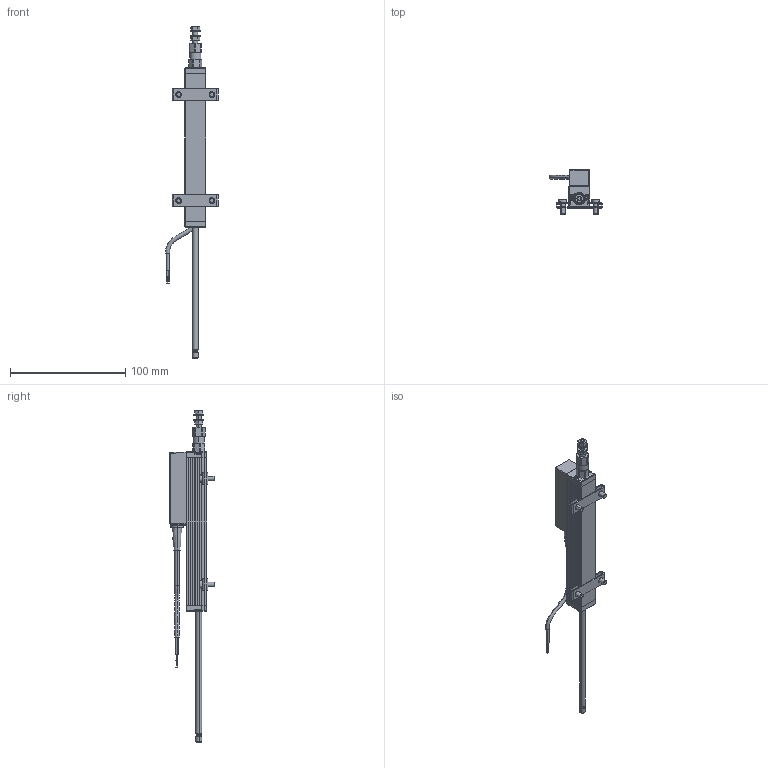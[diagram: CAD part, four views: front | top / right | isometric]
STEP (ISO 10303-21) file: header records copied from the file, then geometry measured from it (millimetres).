
FILE_DESCRIPTION (( 'STEP AP214' ), '1' );
FILE_NAME ('LS1-0100-001-cable-retract.step', '2012-06-14T09:29:34', ( 'dummy' ), ( '' ), 'SwSTEP 2.0', 'SolidWorks 2011', '' );
FILE_SCHEMA (( 'AUTOMOTIVE_DESIGN' ));
Length unit declared in the file: millimetre
Products named in the file (1): LS1-0100-001-cable-retract
Bounding box: 45.92 x 38.78 x 288 mm (x, y, z)
Surface area: 25215.1 mm2 (no closed solid volume)
Topology: 0 solids, 68 shells, 582 faces, 2489 edges, 1942 vertices
Faces by surface type: plane 281, cylinder 191, cone 82, torus 12, sphere 8, bspline 8
Entity records: 37239 total; most frequent: CARTESIAN_POINT 11605, DIRECTION 3807, ORIENTED_EDGE 3405, EDGE_CURVE 2485, VERTEX_POINT 1942, AXIS2_PLACEMENT_3D 1272, LINE 1263, VECTOR 1263
